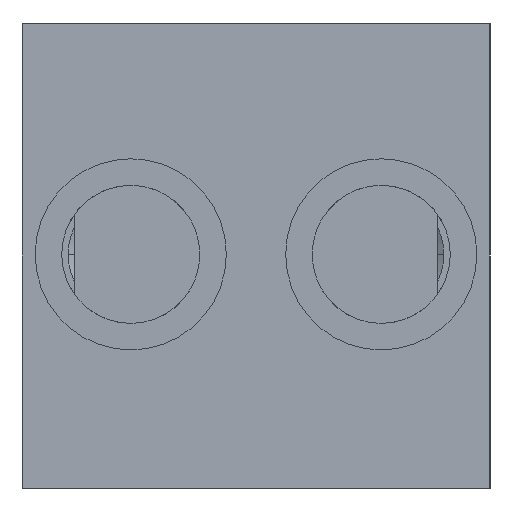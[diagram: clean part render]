
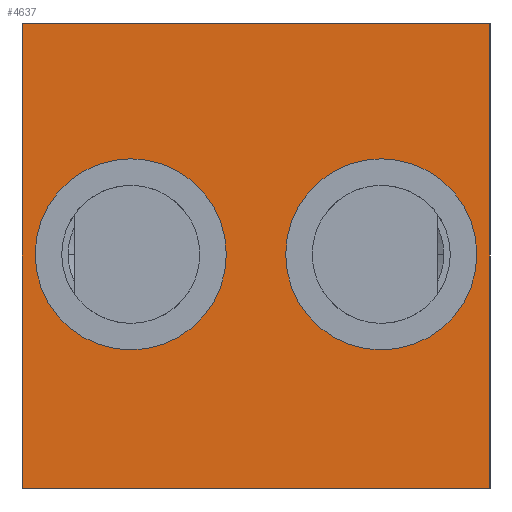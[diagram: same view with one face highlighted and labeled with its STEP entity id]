
A CAD part, left-side view. The second image highlights one B-rep face of the part: STEP entity #4637.
In plain terms, the highlighted planar face has unit normal (-1, 0, 0).
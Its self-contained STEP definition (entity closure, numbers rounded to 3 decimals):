
#1737 = VERTEX_POINT( '', #4937 );
#1753 = EDGE_CURVE( '', #4227, #4507, #4957, .T. );
#1803 = VERTEX_POINT( '', #5012 );
#2231 = VERTEX_POINT( '', #5490 );
#2281 = EDGE_CURVE( '', #2661, #4143, #5545, .T. );
#2557 = EDGE_CURVE( '', #1803, #1737, #5889, .T. );
#2661 = VERTEX_POINT( '', #6008 );
#3163 = EDGE_CURVE( '', #2231, #4227, #6565, .T. );
#3253 = EDGE_CURVE( '', #4213, #4507, #6663, .T. );
#3563 = EDGE_CURVE( '', #1737, #1803, #7005, .T. );
#4125 = EDGE_CURVE( '', #4213, #2231, #7627, .T. );
#4143 = VERTEX_POINT( '', #7646 );
#4213 = VERTEX_POINT( '', #7724 );
#4227 = VERTEX_POINT( '', #7740 );
#4507 = VERTEX_POINT( '', #8044 );
#4637 = ADVANCED_FACE( '', ( #8190, #8191, #8192 ), #8193, .F. );
#4737 = EDGE_CURVE( '', #4143, #2661, #8302, .T. );
#4937 = CARTESIAN_POINT( '', ( 555.5, 69., 80.5 ) );
#4957 = LINE( '', #8635, #8636 );
#5012 = CARTESIAN_POINT( '', ( 555.5, 40., 80.5 ) );
#5490 = CARTESIAN_POINT( '', ( 555.5, 0., 115.5 ) );
#5545 = CIRCLE( '', #9725, 14.5 );
#5889 = CIRCLE( '', #10320, 14.5 );
#6008 = CARTESIAN_POINT( '', ( 555.5, 2., 80.5 ) );
#6565 = LINE( '', #11377, #11378 );
#6663 = LINE( '', #11539, #11540 );
#7005 = CIRCLE( '', #12110, 14.5 );
#7627 = LINE( '', #13022, #13023 );
#7646 = CARTESIAN_POINT( '', ( 555.5, 31., 80.5 ) );
#7724 = CARTESIAN_POINT( '', ( 555.5, 71., 115.5 ) );
#7740 = CARTESIAN_POINT( '', ( 555.5, 0., 45. ) );
#8044 = CARTESIAN_POINT( '', ( 555.5, 71., 45. ) );
#8190 = FACE_BOUND( '', #13904, .T. );
#8191 = FACE_BOUND( '', #13905, .T. );
#8192 = FACE_OUTER_BOUND( '', #13906, .T. );
#8193 = PLANE( '', #13907 );
#8302 = CIRCLE( '', #14068, 14.5 );
#8635 = CARTESIAN_POINT( '', ( 555.5, 35.5, 45. ) );
#8636 = VECTOR( '', #14362, 1. );
#9725 = AXIS2_PLACEMENT_3D( '', #14993, #14994, #14995 );
#10320 = AXIS2_PLACEMENT_3D( '', #15450, #15451, #15452 );
#11377 = CARTESIAN_POINT( '', ( 555.5, 0., 80.25 ) );
#11378 = VECTOR( '', #16277, 1. );
#11539 = CARTESIAN_POINT( '', ( 555.5, 71., 80.25 ) );
#11540 = VECTOR( '', #16370, 1. );
#12110 = AXIS2_PLACEMENT_3D( '', #16751, #16752, #16753 );
#13022 = CARTESIAN_POINT( '', ( 555.5, 35.5, 115.5 ) );
#13023 = VECTOR( '', #17510, 1. );
#13904 = EDGE_LOOP( '', ( #18152, #18153 ) );
#13905 = EDGE_LOOP( '', ( #18154, #18155 ) );
#13906 = EDGE_LOOP( '', ( #18156, #18157, #18158, #18159 ) );
#13907 = AXIS2_PLACEMENT_3D( '', #18160, #18161, #18162 );
#14068 = AXIS2_PLACEMENT_3D( '', #18296, #18297, #18298 );
#14362 = DIRECTION( '', ( 0., 1., 0. ) );
#14993 = CARTESIAN_POINT( '', ( 555.5, 16.5, 80.5 ) );
#14994 = DIRECTION( '', ( 1., 0., 0. ) );
#14995 = DIRECTION( '', ( 0., 1., 0. ) );
#15450 = CARTESIAN_POINT( '', ( 555.5, 54.5, 80.5 ) );
#15451 = DIRECTION( '', ( 1., 0., 0. ) );
#15452 = DIRECTION( '', ( 0., 1., 0. ) );
#16277 = DIRECTION( '', ( 0., 0., -1. ) );
#16370 = DIRECTION( '', ( 0., 0., -1. ) );
#16751 = CARTESIAN_POINT( '', ( 555.5, 54.5, 80.5 ) );
#16752 = DIRECTION( '', ( 1., 0., 0. ) );
#16753 = DIRECTION( '', ( 0., 1., 0. ) );
#17510 = DIRECTION( '', ( 0., -1., 0. ) );
#18152 = ORIENTED_EDGE( '', *, *, #4737, .T. );
#18153 = ORIENTED_EDGE( '', *, *, #2281, .T. );
#18154 = ORIENTED_EDGE( '', *, *, #3563, .T. );
#18155 = ORIENTED_EDGE( '', *, *, #2557, .T. );
#18156 = ORIENTED_EDGE( '', *, *, #3253, .T. );
#18157 = ORIENTED_EDGE( '', *, *, #1753, .F. );
#18158 = ORIENTED_EDGE( '', *, *, #3163, .F. );
#18159 = ORIENTED_EDGE( '', *, *, #4125, .F. );
#18160 = CARTESIAN_POINT( '', ( 555.5, 35.5, 80.25 ) );
#18161 = DIRECTION( '', ( 1., 0., 0. ) );
#18162 = DIRECTION( '', ( 0., 0., -1. ) );
#18296 = CARTESIAN_POINT( '', ( 555.5, 16.5, 80.5 ) );
#18297 = DIRECTION( '', ( 1., 0., 0. ) );
#18298 = DIRECTION( '', ( 0., 1., 0. ) );
